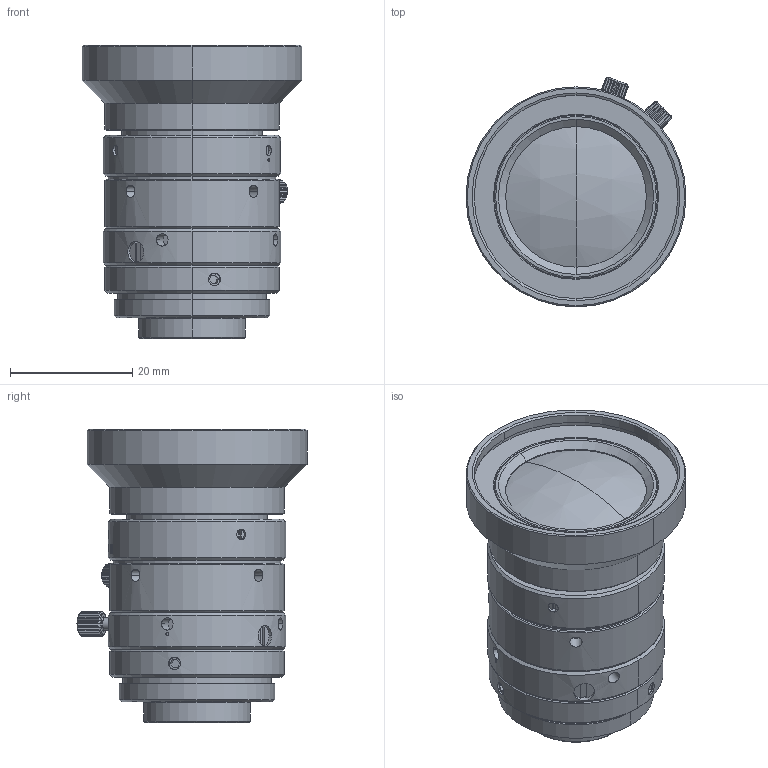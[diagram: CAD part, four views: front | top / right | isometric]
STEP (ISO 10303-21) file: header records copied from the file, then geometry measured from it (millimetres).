
FILE_DESCRIPTION (( 'STEP AP203' ), '1' );
FILE_NAME ('EDA08E_INF.STEP', '2020-07-15T00:37:38', ( '' ), ( '' ), 'SwSTEP 2.0', 'SolidWorks 2020', '' );
FILE_SCHEMA (( 'CONFIG_CONTROL_DESIGN' ));
Length unit declared in the file: millimetre
Products named in the file (5): EDA08E_INF; 回転8; ロックねじ; 回転6; 回転7
Assembly tree (5 placements, depth 2):
  EDA08E_INF
    回転6
    回転7
    回転8
    ロックねじ  x2
Bounding box: 36 x 37.64 x 47.98 mm (x, y, z)
Volume: 27270.9 mm3; surface area: 13777.8 mm2
Topology: 5 solids, 5 shells, 3808 faces, 11040 edges, 7316 vertices
Faces by surface type: bspline 3149, plane 361, cylinder 186, cone 104, sphere 4, torus 4
Entity records: 138439 total; most frequent: CARTESIAN_POINT 67430, ORIENTED_EDGE 21676, EDGE_CURVE 10838, B_SPLINE_CURVE_WITH_KNOTS 9613, VERTEX_POINT 7184, EDGE_LOOP 3828, FACE_OUTER_BOUND 3735, ADVANCED_FACE 3735
